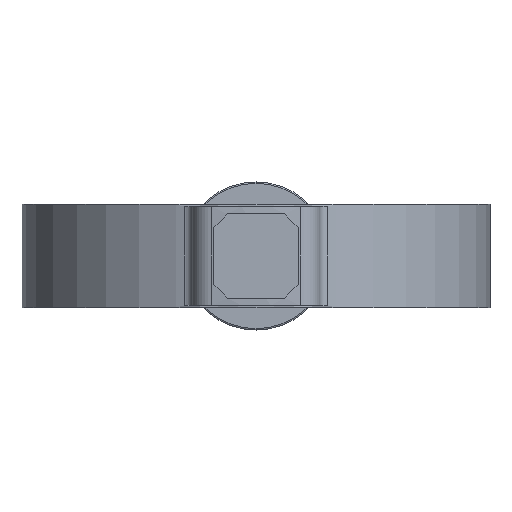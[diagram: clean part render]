
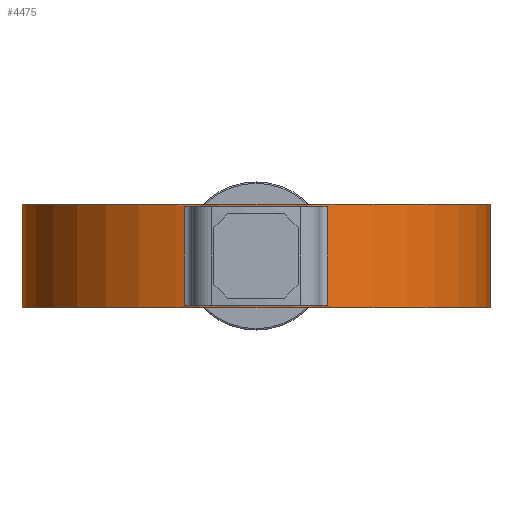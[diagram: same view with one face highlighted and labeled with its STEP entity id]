
A CAD part, front view. The second image highlights one B-rep face of the part: STEP entity #4475.
In plain terms, the highlighted cylindrical face has radius 347.5 mm (diameter 695 mm), a partial arc.
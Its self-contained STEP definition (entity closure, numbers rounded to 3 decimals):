
#70 = VERTEX_POINT ( 'NONE', #5837 ) ;
#73 = VERTEX_POINT ( 'NONE', #5779 ) ;
#90 = VERTEX_POINT ( 'NONE', #5850 ) ;
#97 = VERTEX_POINT ( 'NONE', #5890 ) ;
#101 = VERTEX_POINT ( 'NONE', #5756 ) ;
#114 = VERTEX_POINT ( 'NONE', #5764 ) ;
#1716 = EDGE_CURVE ( 'NONE', #114, #101, #2603, .T. ) ;
#1718 = EDGE_CURVE ( 'NONE', #90, #73, #2609, .T. ) ;
#1805 = DIRECTION ( 'NONE',  ( -1., 0., 0. ) ) ;
#1806 = CARTESIAN_POINT ( 'NONE',  ( 0., 0., 76.5 ) ) ;
#1807 = DIRECTION ( 'NONE',  ( 0., 0., -1. ) ) ;
#1941 = CARTESIAN_POINT ( 'NONE',  ( 105.448, -331.115, 76.5 ) ) ;
#1942 = DIRECTION ( 'NONE',  ( 0., 0., -1. ) ) ;
#1946 = DIRECTION ( 'NONE',  ( 0., 0., 1. ) ) ;
#1950 = CARTESIAN_POINT ( 'NONE',  ( -105.448, -331.115, 76.5 ) ) ;
#1951 = CARTESIAN_POINT ( 'NONE',  ( 0., 0., 73.5 ) ) ;
#1952 = DIRECTION ( 'NONE',  ( 0., 0., -1. ) ) ;
#1953 = DIRECTION ( 'NONE',  ( -1., 0., 0. ) ) ;
#1954 = CARTESIAN_POINT ( 'NONE',  ( 0., 0., -73.5 ) ) ;
#1955 = DIRECTION ( 'NONE',  ( 0., 0., -1. ) ) ;
#1956 = DIRECTION ( 'NONE',  ( -1., 0., 0. ) ) ;
#1958 = CARTESIAN_POINT ( 'NONE',  ( 0., 0., -76.5 ) ) ;
#1959 = DIRECTION ( 'NONE',  ( 0., 0., 1. ) ) ;
#1960 = DIRECTION ( 'NONE',  ( 1., 0., 0. ) ) ;
#1962 = CARTESIAN_POINT ( 'NONE',  ( 0., 0., 76.5 ) ) ;
#1963 = DIRECTION ( 'NONE',  ( 0., 0., 1. ) ) ;
#1964 = DIRECTION ( 'NONE',  ( 1., 0., 0. ) ) ;
#2203 = DIRECTION ( 'NONE',  ( 0., 0., -1. ) ) ;
#2208 = DIRECTION ( 'NONE',  ( 0., 0., -1. ) ) ;
#2209 = CARTESIAN_POINT ( 'NONE',  ( 347.5, 0., 76.5 ) ) ;
#2213 = CARTESIAN_POINT ( 'NONE',  ( -347.5, 0., 76.5 ) ) ;
#2603 = LINE ( 'NONE', #2209, #2608 ) ;
#2608 = VECTOR ( 'NONE', #2203, 1000. ) ;
#2609 = LINE ( 'NONE', #2213, #2611 ) ;
#2611 = VECTOR ( 'NONE', #2208, 1000. ) ;
#3099 = ORIENTED_EDGE ( 'NONE', *, *, #5371, .T. ) ;
#3100 = ORIENTED_EDGE ( 'NONE', *, *, #5372, .F. ) ;
#3101 = ORIENTED_EDGE ( 'NONE', *, *, #5373, .T. ) ;
#3102 = ORIENTED_EDGE ( 'NONE', *, *, #5374, .T. ) ;
#3103 = ORIENTED_EDGE ( 'NONE', *, *, #5375, .T. ) ;
#3104 = ORIENTED_EDGE ( 'NONE', *, *, #1718, .T. ) ;
#3105 = ORIENTED_EDGE ( 'NONE', *, *, #5376, .F. ) ;
#3106 = ORIENTED_EDGE ( 'NONE', *, *, #1716, .F. ) ;
#3279 = VERTEX_POINT ( 'NONE', #5108 ) ;
#3292 = VERTEX_POINT ( 'NONE', #5121 ) ;
#4316 = EDGE_LOOP ( 'NONE', ( #3106, #3105, #3104, #3103 ) ) ;
#4332 = EDGE_LOOP ( 'NONE', ( #3102, #3101, #3100, #3099 ) ) ;
#4475 = ADVANCED_FACE ( 'NONE', ( #4610, #4606 ), #4616, .T. ) ;
#4606 = FACE_BOUND ( 'NONE', #4332, .T. ) ;
#4610 = FACE_OUTER_BOUND ( 'NONE', #4316, .T. ) ;
#4616 = CYLINDRICAL_SURFACE ( 'NONE', #4822, 347.5 ) ;
#4691 = CIRCLE ( 'NONE', #4851, 347.5 ) ;
#4696 = LINE ( 'NONE', #1941, #4697 ) ;
#4697 = VECTOR ( 'NONE', #1942, 1000. ) ;
#4698 = LINE ( 'NONE', #1950, #4700 ) ;
#4699 = CIRCLE ( 'NONE', #4852, 347.5 ) ;
#4700 = VECTOR ( 'NONE', #1946, 1000. ) ;
#4701 = CIRCLE ( 'NONE', #4853, 347.5 ) ;
#4702 = CIRCLE ( 'NONE', #4854, 347.5 ) ;
#4822 = AXIS2_PLACEMENT_3D ( 'NONE', #1806, #1807, #1805 ) ;
#4851 = AXIS2_PLACEMENT_3D ( 'NONE', #1951, #1952, #1953 ) ;
#4852 = AXIS2_PLACEMENT_3D ( 'NONE', #1954, #1955, #1956 ) ;
#4853 = AXIS2_PLACEMENT_3D ( 'NONE', #1958, #1959, #1960 ) ;
#4854 = AXIS2_PLACEMENT_3D ( 'NONE', #1962, #1963, #1964 ) ;
#5108 = CARTESIAN_POINT ( 'NONE',  ( 105.448, -331.115, -73.5 ) ) ;
#5121 = CARTESIAN_POINT ( 'NONE',  ( 105.448, -331.115, 73.5 ) ) ;
#5371 = EDGE_CURVE ( 'NONE', #3292, #3279, #4696, .T. ) ;
#5372 = EDGE_CURVE ( 'NONE', #3292, #97, #4691, .T. ) ;
#5373 = EDGE_CURVE ( 'NONE', #70, #97, #4698, .T. ) ;
#5374 = EDGE_CURVE ( 'NONE', #3279, #70, #4699, .T. ) ;
#5375 = EDGE_CURVE ( 'NONE', #73, #101, #4701, .T. ) ;
#5376 = EDGE_CURVE ( 'NONE', #90, #114, #4702, .T. ) ;
#5756 = CARTESIAN_POINT ( 'NONE',  ( 347.5, 0., -76.5 ) ) ;
#5764 = CARTESIAN_POINT ( 'NONE',  ( 347.5, 0., 76.5 ) ) ;
#5779 = CARTESIAN_POINT ( 'NONE',  ( -347.5, 0., -76.5 ) ) ;
#5837 = CARTESIAN_POINT ( 'NONE',  ( -105.448, -331.115, -73.5 ) ) ;
#5850 = CARTESIAN_POINT ( 'NONE',  ( -347.5, 0., 76.5 ) ) ;
#5890 = CARTESIAN_POINT ( 'NONE',  ( -105.448, -331.115, 73.5 ) ) ;
